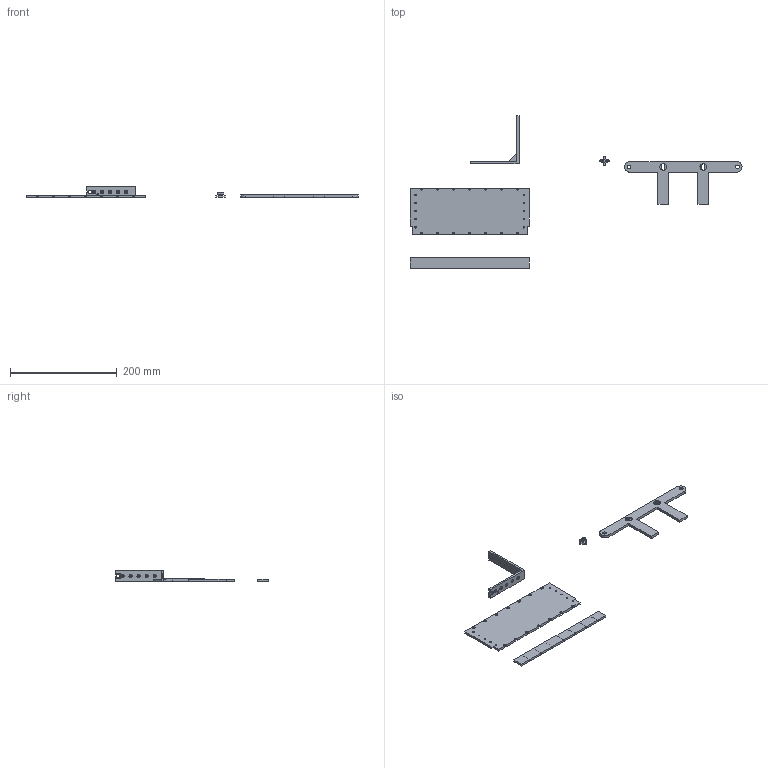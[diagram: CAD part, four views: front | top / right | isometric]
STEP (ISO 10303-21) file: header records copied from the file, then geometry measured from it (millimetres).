
FILE_DESCRIPTION(/* description */ ('','CAx-IF Rec.Pracs.---Representation and Presentation of Product Manufacturing Information (PMI)---4.0---2014-10-13'),/* implementation_level */ '2;1');
FILE_NAME(/* name */ 'Supporto Netgear v27.step',/* time_stamp */ '2025-02-03T22:52:11+01:00',/* author */ (''),/* organization */ (''),/* preprocessor_version */ 'ST-DEVELOPER v20',/* originating_system */ 'Autodesk Translation Framework v13.20.0.188',/* authorisation */ '');
FILE_SCHEMA (('AP242_MANAGED_MODEL_BASED_3D_ENGINEERING_MIM_LF { 1 0 10303 442 1 1 4 }'));
Length unit declared in the file: millimetre
Products named in the file (1): Supporto Netgear
Bounding box: 621.65 x 286 x 20 mm (x, y, z)
Volume: 137973.6 mm3; surface area: 80164.5 mm2
Topology: 5 solids, 5 shells, 245 faces, 623 edges, 414 vertices
Faces by surface type: plane 139, cylinder 84, bspline 22
Full cylindrical faces by diameter (mm): 2.8 x31, 3 x10, 4 x1, 6 x10, 6.8 x4, 12.4 x2
Entity records: 7810 total; most frequent: CARTESIAN_POINT 1657, ORIENTED_EDGE 1246, DIRECTION 1203, EDGE_CURVE 623, VERTEX_POINT 414, LINE 403, VECTOR 403, AXIS2_PLACEMENT_3D 400
